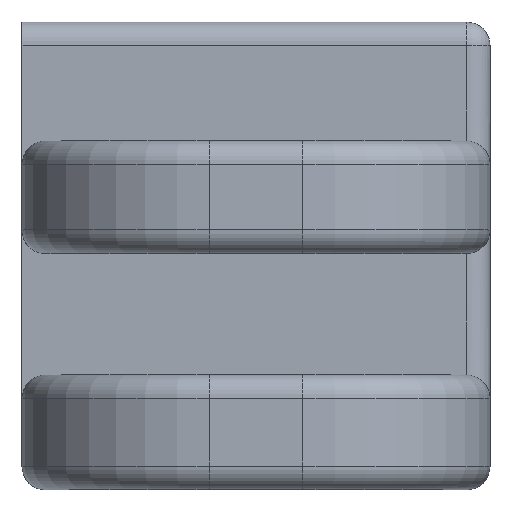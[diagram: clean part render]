
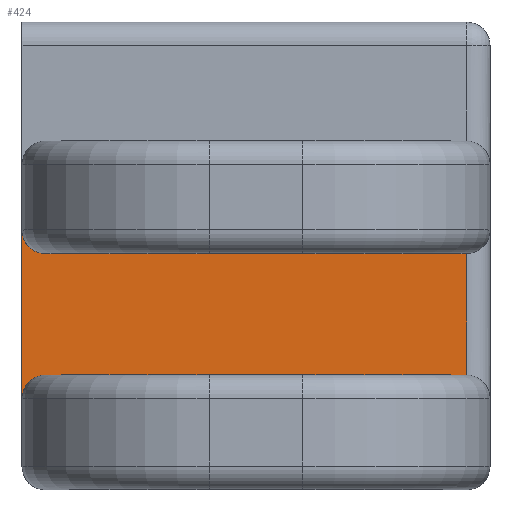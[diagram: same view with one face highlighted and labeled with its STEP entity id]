
A CAD part, top view. The second image highlights one B-rep face of the part: STEP entity #424.
In plain terms, the highlighted planar face has unit normal (0, 0, 1).
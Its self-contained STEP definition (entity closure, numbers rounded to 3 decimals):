
#64 = VERTEX_POINT ( 'NONE', #1171 ) ;
#66 = LINE ( 'NONE', #1569, #1154 ) ;
#90 = EDGE_CURVE ( 'NONE', #705, #1039, #293, .T. ) ;
#101 = CARTESIAN_POINT ( 'NONE',  ( 241., 61.9, 99.285 ) ) ;
#230 = ORIENTED_EDGE ( 'NONE', *, *, #454, .T. ) ;
#257 = CIRCLE ( 'NONE', #1394, 1. ) ;
#258 = AXIS2_PLACEMENT_3D ( 'NONE', #1327, #1470, #892 ) ;
#293 = LINE ( 'NONE', #895, #1366 ) ;
#347 = VECTOR ( 'NONE', #847, 1000. ) ;
#359 = CARTESIAN_POINT ( 'NONE',  ( 241., 60.9, 99.285 ) ) ;
#361 = CARTESIAN_POINT ( 'NONE',  ( 259., 61.9, 99.285 ) ) ;
#396 = CARTESIAN_POINT ( 'NONE',  ( 240., 68.1, 99.285 ) ) ;
#424 = ADVANCED_FACE ( 'NONE', ( #1736 ), #598, .F. ) ;
#454 = EDGE_CURVE ( 'NONE', #1545, #869, #1271, .T. ) ;
#590 = DIRECTION ( 'NONE',  ( 0., 1., 0. ) ) ;
#598 = PLANE ( 'NONE',  #258 ) ;
#705 = VERTEX_POINT ( 'NONE', #361 ) ;
#710 = DIRECTION ( 'NONE',  ( 0., 1., 0. ) ) ;
#715 = DIRECTION ( 'NONE',  ( 0., 0., -1. ) ) ;
#721 = EDGE_CURVE ( 'NONE', #885, #705, #1559, .T. ) ;
#729 = EDGE_CURVE ( 'NONE', #1545, #1039, #66, .T. ) ;
#817 = DIRECTION ( 'NONE',  ( 1., 0., 0. ) ) ;
#847 = DIRECTION ( 'NONE',  ( 1., 0., 0. ) ) ;
#854 = AXIS2_PLACEMENT_3D ( 'NONE', #1902, #715, #590 ) ;
#869 = VERTEX_POINT ( 'NONE', #396 ) ;
#885 = VERTEX_POINT ( 'NONE', #101 ) ;
#892 = DIRECTION ( 'NONE',  ( 0., -1., 0. ) ) ;
#894 = ORIENTED_EDGE ( 'NONE', *, *, #90, .T. ) ;
#895 = CARTESIAN_POINT ( 'NONE',  ( 259., 61.9, 99.285 ) ) ;
#953 = ORIENTED_EDGE ( 'NONE', *, *, #1482, .T. ) ;
#978 = ORIENTED_EDGE ( 'NONE', *, *, #721, .T. ) ;
#992 = CARTESIAN_POINT ( 'NONE',  ( 241., 67.1, 99.285 ) ) ;
#1039 = VERTEX_POINT ( 'NONE', #1628 ) ;
#1154 = VECTOR ( 'NONE', #817, 1000. ) ;
#1161 = DIRECTION ( 'NONE',  ( 0., 1., 0. ) ) ;
#1171 = CARTESIAN_POINT ( 'NONE',  ( 240., 60.9, 99.285 ) ) ;
#1227 = CARTESIAN_POINT ( 'NONE',  ( 240., 68.1, 99.285 ) ) ;
#1248 = ORIENTED_EDGE ( 'NONE', *, *, #729, .F. ) ;
#1249 = EDGE_CURVE ( 'NONE', #64, #885, #257, .T. ) ;
#1251 = CARTESIAN_POINT ( 'NONE',  ( 241., 61.9, 99.285 ) ) ;
#1271 = CIRCLE ( 'NONE', #854, 1. ) ;
#1327 = CARTESIAN_POINT ( 'NONE',  ( 206., 64.5, 99.285 ) ) ;
#1361 = LINE ( 'NONE', #1227, #1426 ) ;
#1366 = VECTOR ( 'NONE', #1161, 1000. ) ;
#1394 = AXIS2_PLACEMENT_3D ( 'NONE', #359, #1421, #710 ) ;
#1421 = DIRECTION ( 'NONE',  ( 0., 0., -1. ) ) ;
#1426 = VECTOR ( 'NONE', #1826, 1000. ) ;
#1470 = DIRECTION ( 'NONE',  ( 0., 0., -1. ) ) ;
#1482 = EDGE_CURVE ( 'NONE', #869, #64, #1361, .T. ) ;
#1545 = VERTEX_POINT ( 'NONE', #992 ) ;
#1559 = LINE ( 'NONE', #1251, #347 ) ;
#1569 = CARTESIAN_POINT ( 'NONE',  ( 241., 67.1, 99.285 ) ) ;
#1611 = ORIENTED_EDGE ( 'NONE', *, *, #1249, .T. ) ;
#1628 = CARTESIAN_POINT ( 'NONE',  ( 259., 67.1, 99.285 ) ) ;
#1736 = FACE_OUTER_BOUND ( 'NONE', #1912, .T. ) ;
#1826 = DIRECTION ( 'NONE',  ( 0., -1., 0. ) ) ;
#1902 = CARTESIAN_POINT ( 'NONE',  ( 241., 68.1, 99.285 ) ) ;
#1912 = EDGE_LOOP ( 'NONE', ( #978, #894, #1248, #230, #953, #1611 ) ) ;
